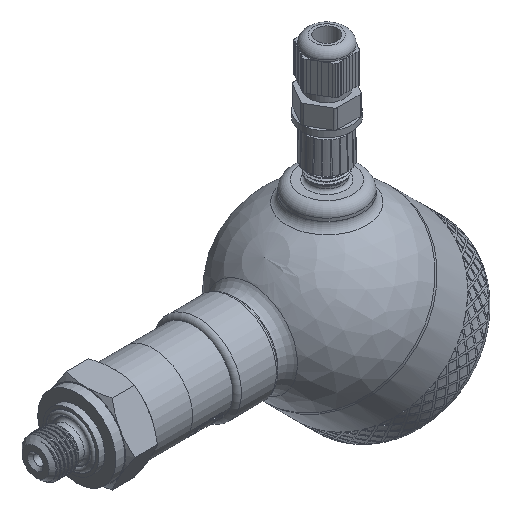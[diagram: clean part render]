
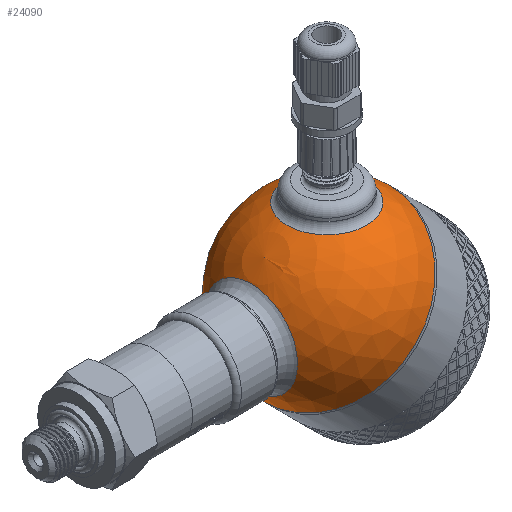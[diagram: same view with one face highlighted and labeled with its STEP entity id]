
A CAD part, isometric view. The second image highlights one B-rep face of the part: STEP entity #24090.
In plain terms, the highlighted spherical face has radius 30 mm.
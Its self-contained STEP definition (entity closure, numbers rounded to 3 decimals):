
#56=SPHERICAL_SURFACE('',#25566,30.);
#141=FACE_BOUND('',#3455,.T.);
#142=FACE_BOUND('',#3456,.T.);
#1881=FACE_OUTER_BOUND('',#3454,.T.);
#3454=EDGE_LOOP('',(#17585,#17586,#17587,#17588));
#3455=EDGE_LOOP('',(#17589));
#3456=EDGE_LOOP('',(#17590));
#4893=CIRCLE('',#25488,30.);
#4894=CIRCLE('',#25489,30.);
#4921=CIRCLE('',#25562,13.5);
#4924=CIRCLE('',#25567,30.);
#4925=CIRCLE('',#25568,15.643);
#9474=VERTEX_POINT('',#33498);
#9475=VERTEX_POINT('',#33500);
#9974=VERTEX_POINT('',#39887);
#9976=VERTEX_POINT('',#39894);
#9977=VERTEX_POINT('',#39896);
#12061=EDGE_CURVE('',#9474,#9475,#4893,.T.);
#12062=EDGE_CURVE('',#9475,#9474,#4894,.T.);
#12813=EDGE_CURVE('',#9974,#9974,#4921,.T.);
#12816=EDGE_CURVE('',#9475,#9976,#4924,.T.);
#12817=EDGE_CURVE('',#9977,#9977,#4925,.T.);
#17585=ORIENTED_EDGE('',*,*,#12062,.F.);
#17586=ORIENTED_EDGE('',*,*,#12816,.T.);
#17587=ORIENTED_EDGE('',*,*,#12816,.F.);
#17588=ORIENTED_EDGE('',*,*,#12061,.F.);
#17589=ORIENTED_EDGE('',*,*,#12817,.F.);
#17590=ORIENTED_EDGE('',*,*,#12813,.F.);
#24090=ADVANCED_FACE('',(#1881,#141,#142),#56,.T.);
#25488=AXIS2_PLACEMENT_3D('',#33501,#26843,#26844);
#25489=AXIS2_PLACEMENT_3D('',#33502,#26845,#26846);
#25562=AXIS2_PLACEMENT_3D('',#39888,#27255,#27256);
#25566=AXIS2_PLACEMENT_3D('',#39893,#27263,#27264);
#25567=AXIS2_PLACEMENT_3D('',#39895,#27265,#27266);
#25568=AXIS2_PLACEMENT_3D('',#39897,#27267,#27268);
#26843=DIRECTION('center_axis',(1.,0.,0.));
#26844=DIRECTION('ref_axis',(0.,1.,0.));
#26845=DIRECTION('center_axis',(1.,0.,0.));
#26846=DIRECTION('ref_axis',(0.,1.,0.));
#27255=DIRECTION('center_axis',(-0.707,0.,-0.707));
#27256=DIRECTION('ref_axis',(-0.707,0.,0.707));
#27263=DIRECTION('center_axis',(1.,0.,0.));
#27264=DIRECTION('ref_axis',(0.,-1.,0.));
#27265=DIRECTION('center_axis',(0.,0.,1.));
#27266=DIRECTION('ref_axis',(0.,1.,0.));
#27267=DIRECTION('center_axis',(-0.707,0.,0.707));
#27268=DIRECTION('ref_axis',(0.707,0.,0.707));
#33498=CARTESIAN_POINT('',(0.,-30.,0.));
#33500=CARTESIAN_POINT('',(0.,30.,0.));
#33501=CARTESIAN_POINT('Origin',(0.,0.,0.));
#33502=CARTESIAN_POINT('Origin',(0.,0.,0.));
#39887=CARTESIAN_POINT('',(-9.398,0.,-28.49));
#39888=CARTESIAN_POINT('Origin',(-18.944,0.,-18.944));
#39893=CARTESIAN_POINT('Origin',(0.,0.,0.));
#39894=CARTESIAN_POINT('',(-30.,0.,0.));
#39895=CARTESIAN_POINT('Origin',(0.,0.,0.));
#39896=CARTESIAN_POINT('',(-29.162,0.,7.04));
#39897=CARTESIAN_POINT('Origin',(-18.101,0.,18.101));
